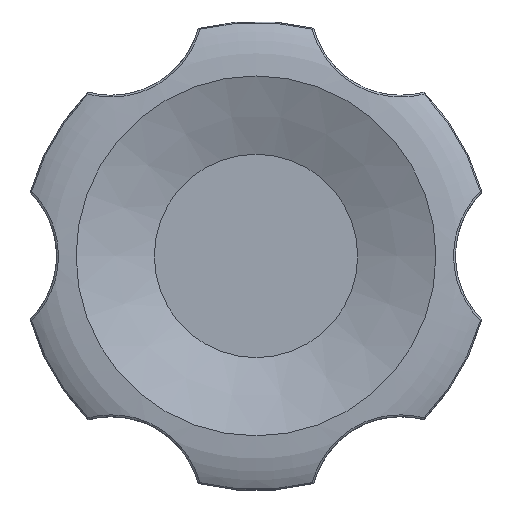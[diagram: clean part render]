
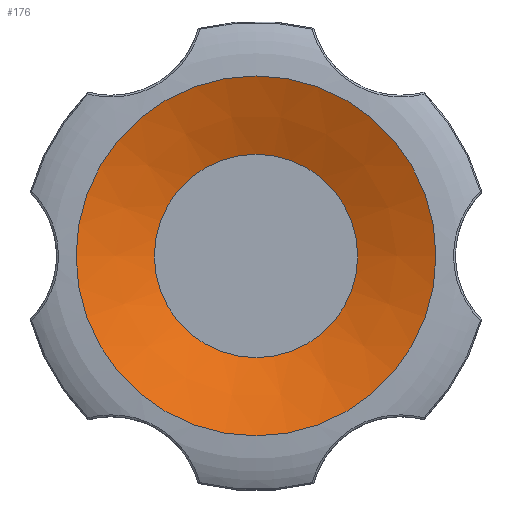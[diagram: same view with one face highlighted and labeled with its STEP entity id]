
A CAD part, top view. The second image highlights one B-rep face of the part: STEP entity #176.
In plain terms, the highlighted conical face has half-angle 68.199 degrees and reference radius 23 mm.
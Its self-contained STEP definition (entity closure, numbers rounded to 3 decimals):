
#176 = ADVANCED_FACE( '', ( #360, #361 ), #362, .F. );
#360 = FACE_BOUND( '', #3802, .T. );
#361 = FACE_OUTER_BOUND( '', #3803, .T. );
#362 = CONICAL_SURFACE( '', #3804, 23., 1.19 );
#3802 = EDGE_LOOP( '', ( #4216 ) );
#3803 = EDGE_LOOP( '', ( #4217 ) );
#3804 = AXIS2_PLACEMENT_3D( '', #4218, #4219, #4220 );
#4216 = ORIENTED_EDGE( '', *, *, #4394, .F. );
#4217 = ORIENTED_EDGE( '', *, *, #4349, .T. );
#4218 = CARTESIAN_POINT( '', ( 0., 0., 36. ) );
#4219 = DIRECTION( '', ( 0., 0., 1. ) );
#4220 = DIRECTION( '', ( 1., 0., 0. ) );
#4349 = EDGE_CURVE( '', #4601, #4601, #4602, .T. );
#4394 = EDGE_CURVE( '', #4652, #4652, #4653, .T. );
#4601 = VERTEX_POINT( '', #6907 );
#4602 = CIRCLE( '', #6908, 23. );
#4652 = VERTEX_POINT( '', #7156 );
#4653 = CIRCLE( '', #7157, 13. );
#6907 = CARTESIAN_POINT( '', ( 23., 0., 36. ) );
#6908 = AXIS2_PLACEMENT_3D( '', #7257, #7258, #7259 );
#7156 = CARTESIAN_POINT( '', ( 13., 0., 32. ) );
#7157 = AXIS2_PLACEMENT_3D( '', #7286, #7287, #7288 );
#7257 = CARTESIAN_POINT( '', ( 0., 0., 36. ) );
#7258 = DIRECTION( '', ( 0., 0., 1. ) );
#7259 = DIRECTION( '', ( 1., 0., 0. ) );
#7286 = CARTESIAN_POINT( '', ( 0., 0., 32. ) );
#7287 = DIRECTION( '', ( 0., 0., 1. ) );
#7288 = DIRECTION( '', ( 1., 0., 0. ) );
